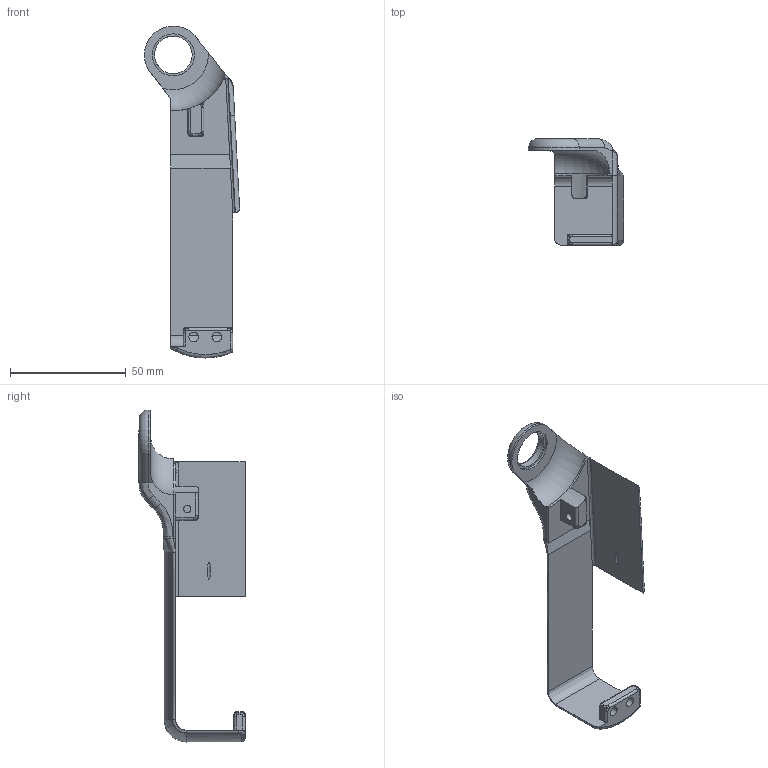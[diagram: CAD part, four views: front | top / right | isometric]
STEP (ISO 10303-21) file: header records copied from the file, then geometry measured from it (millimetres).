
FILE_DESCRIPTION( ( '' ), ' ' );
FILE_NAME( '5eec94906dec3e135d456e4d.step', '2020-06-19T10:33:52', ( '' ), ( '' ), ' ', ' ', ' ' );
FILE_SCHEMA( ( 'AUTOMOTIVE_DESIGN { 1 0 10303 214 1 1 1 1 }' ) );
Length unit declared in the file: metre
Products named in the file (1): L_Cover
Bounding box: 41.12 x 45.91 x 143.55 mm (x, y, z)
Surface area: 14995.9 mm2 (no closed solid volume)
Topology: 0 solids, 1 shells, 179 faces, 461 edges, 282 vertices
Faces by surface type: bspline 77, plane 44, extrusion 25, cylinder 23, torus 7, cone 3
Full cylindrical faces by diameter (mm): 1.5 x1, 3.203 x1, 4.199 x2, 16.299 x1, 18.201 x1
Entity records: 13813 total; most frequent: CARTESIAN_POINT 8807, ORIENTED_EDGE 896, EDGE_CURVE 448, DIRECTION 441, B_SPLINE_CURVE_WITH_KNOTS 281, VERTEX_POINT 278, EDGE_LOOP 194, FACE_OUTER_BOUND 184
